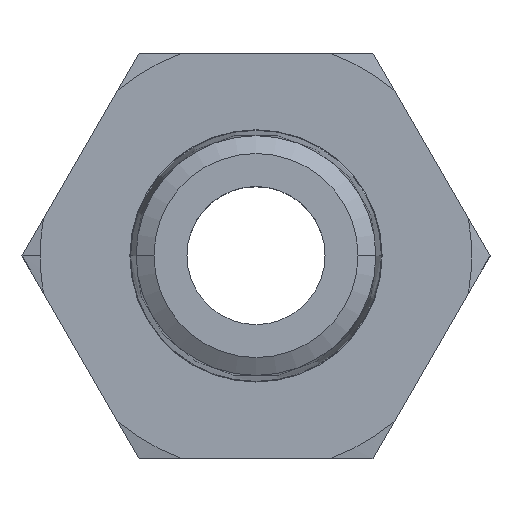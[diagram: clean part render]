
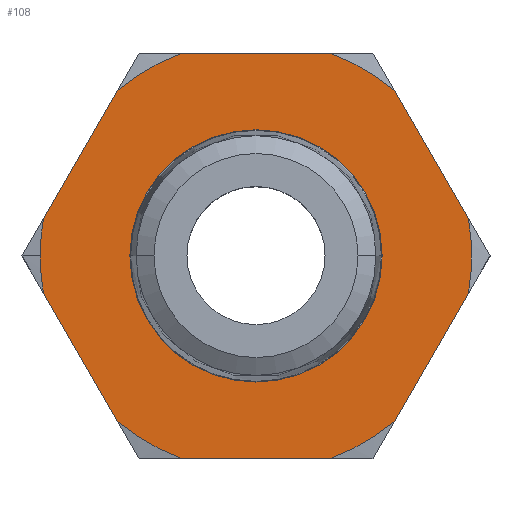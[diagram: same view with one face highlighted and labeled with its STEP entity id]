
A CAD part, top view. The second image highlights one B-rep face of the part: STEP entity #108.
In plain terms, the highlighted planar face has unit normal (0, 0, 1).
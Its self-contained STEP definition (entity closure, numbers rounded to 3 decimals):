
#1 = EDGE_CURVE ( 'NONE', #14, #42, #625, .T. ) ;
#11 = VERTEX_POINT ( 'NONE', #679 ) ;
#14 = VERTEX_POINT ( 'NONE', #611 ) ;
#24 = ORIENTED_EDGE ( 'NONE', *, *, #1, .F. ) ;
#25 = ORIENTED_EDGE ( 'NONE', *, *, #352, .F. ) ;
#35 = VERTEX_POINT ( 'NONE', #692 ) ;
#36 = VERTEX_POINT ( 'NONE', #691 ) ;
#42 = VERTEX_POINT ( 'NONE', #690 ) ;
#65 = VERTEX_POINT ( 'NONE', #709 ) ;
#66 = EDGE_CURVE ( 'NONE', #65, #376, #713, .T. ) ;
#72 = ORIENTED_EDGE ( 'NONE', *, *, #85, .T. ) ;
#77 = ORIENTED_EDGE ( 'NONE', *, *, #94, .T. ) ;
#82 = ORIENTED_EDGE ( 'NONE', *, *, #83, .T. ) ;
#83 = EDGE_CURVE ( 'NONE', #65, #11, #743, .T. ) ;
#84 = ORIENTED_EDGE ( 'NONE', *, *, #124, .F. ) ;
#85 = EDGE_CURVE ( 'NONE', #345, #136, #718, .T. ) ;
#86 = ORIENTED_EDGE ( 'NONE', *, *, #97, .F. ) ;
#87 = ORIENTED_EDGE ( 'NONE', *, *, #166, .T. ) ;
#93 = ORIENTED_EDGE ( 'NONE', *, *, #165, .T. ) ;
#94 = EDGE_CURVE ( 'NONE', #36, #42, #783, .T. ) ;
#95 = ORIENTED_EDGE ( 'NONE', *, *, #66, .F. ) ;
#96 = EDGE_LOOP ( 'NONE', ( #77, #24, #87, #188, #95, #82, #84, #93, #25, #72, #86, #189, #192 ) ) ;
#97 = EDGE_CURVE ( 'NONE', #35, #136, #784, .T. ) ;
#102 = VERTEX_POINT ( 'NONE', #772 ) ;
#104 = EDGE_LOOP ( 'NONE', ( #109, #107 ) ) ;
#107 = ORIENTED_EDGE ( 'NONE', *, *, #531, .F. ) ;
#108 = ADVANCED_FACE ( 'NONE', ( #726, #720 ), #759, .F. ) ;
#109 = ORIENTED_EDGE ( 'NONE', *, *, #484, .F. ) ;
#124 = EDGE_CURVE ( 'NONE', #102, #11, #810, .T. ) ;
#136 = VERTEX_POINT ( 'NONE', #834 ) ;
#137 = EDGE_CURVE ( 'NONE', #36, #152, #812, .T. ) ;
#152 = VERTEX_POINT ( 'NONE', #858 ) ;
#165 = EDGE_CURVE ( 'NONE', #102, #383, #927, .T. ) ;
#166 = EDGE_CURVE ( 'NONE', #14, #289, #987, .T. ) ;
#172 = EDGE_CURVE ( 'NONE', #35, #152, #934, .T. ) ;
#188 = ORIENTED_EDGE ( 'NONE', *, *, #288, .T. ) ;
#189 = ORIENTED_EDGE ( 'NONE', *, *, #172, .T. ) ;
#192 = ORIENTED_EDGE ( 'NONE', *, *, #137, .F. ) ;
#288 = EDGE_CURVE ( 'NONE', #289, #376, #995, .T. ) ;
#289 = VERTEX_POINT ( 'NONE', #1073 ) ;
#345 = VERTEX_POINT ( 'NONE', #1235 ) ;
#352 = EDGE_CURVE ( 'NONE', #345, #383, #1193, .T. ) ;
#376 = VERTEX_POINT ( 'NONE', #1186 ) ;
#383 = VERTEX_POINT ( 'NONE', #1184 ) ;
#460 = VERTEX_POINT ( 'NONE', #1349 ) ;
#484 = EDGE_CURVE ( 'NONE', #460, #529, #1393, .T. ) ;
#529 = VERTEX_POINT ( 'NONE', #1467 ) ;
#531 = EDGE_CURVE ( 'NONE', #529, #460, #850, .T. ) ;
#594 = DIRECTION ( 'NONE',  ( 1., 0., 0. ) ) ;
#611 = CARTESIAN_POINT ( 'NONE',  ( -11.534, 2.022, 5.148 ) ) ;
#616 = DIRECTION ( 'NONE',  ( 0.5, 0.866, 0. ) ) ;
#617 = VECTOR ( 'NONE', #616, 1000. ) ;
#624 = CARTESIAN_POINT ( 'NONE',  ( -4.026, 15.026, 5.148 ) ) ;
#625 = LINE ( 'NONE', #624, #617 ) ;
#679 = CARTESIAN_POINT ( 'NONE',  ( -4.016, -11., 5.148 ) ) ;
#690 = CARTESIAN_POINT ( 'NONE',  ( -7.518, 8.978, 5.148 ) ) ;
#691 = CARTESIAN_POINT ( 'NONE',  ( -4.016, 11., 5.148 ) ) ;
#692 = CARTESIAN_POINT ( 'NONE',  ( 7.518, 8.978, 5.148 ) ) ;
#705 = DIRECTION ( 'NONE',  ( -0.5, 0.866, 0. ) ) ;
#706 = VECTOR ( 'NONE', #705, 1000. ) ;
#707 = CARTESIAN_POINT ( 'NONE',  ( -15.026, 4.026, 5.148 ) ) ;
#709 = CARTESIAN_POINT ( 'NONE',  ( -7.518, -8.978, 5.148 ) ) ;
#713 = LINE ( 'NONE', #707, #706 ) ;
#717 = AXIS2_PLACEMENT_3D ( 'NONE', #778, #777, #776 ) ;
#718 = CIRCLE ( 'NONE', #717, 11.71 ) ;
#720 = FACE_OUTER_BOUND ( 'NONE', #96, .T. ) ;
#726 = FACE_BOUND ( 'NONE', #104, .T. ) ;
#742 = CARTESIAN_POINT ( 'NONE',  ( 0., 0., 5.148 ) ) ;
#743 = CIRCLE ( 'NONE', #765, 11.71 ) ;
#755 = DIRECTION ( 'NONE',  ( -1., 0., 0. ) ) ;
#756 = DIRECTION ( 'NONE',  ( 0., 0., -1. ) ) ;
#757 = AXIS2_PLACEMENT_3D ( 'NONE', #758, #756, #755 ) ;
#758 = CARTESIAN_POINT ( 'NONE',  ( 0., 12.702, 5.148 ) ) ;
#759 = PLANE ( 'NONE',  #757 ) ;
#761 = DIRECTION ( 'NONE',  ( 0.5, -0.866, 0. ) ) ;
#762 = VECTOR ( 'NONE', #761, 1000. ) ;
#763 = DIRECTION ( 'NONE',  ( 1., 0., 0. ) ) ;
#764 = DIRECTION ( 'NONE',  ( 0., 0., 1. ) ) ;
#765 = AXIS2_PLACEMENT_3D ( 'NONE', #742, #764, #763 ) ;
#772 = CARTESIAN_POINT ( 'NONE',  ( 4.016, -11., 5.148 ) ) ;
#773 = CARTESIAN_POINT ( 'NONE',  ( 4.026, 15.026, 5.148 ) ) ;
#774 = DIRECTION ( 'NONE',  ( 1., 0., 0. ) ) ;
#776 = DIRECTION ( 'NONE',  ( 1., 0., 0. ) ) ;
#777 = DIRECTION ( 'NONE',  ( 0., 0., 1. ) ) ;
#778 = CARTESIAN_POINT ( 'NONE',  ( 0., 0., 5.148 ) ) ;
#780 = DIRECTION ( 'NONE',  ( 0., 0., 1. ) ) ;
#781 = CARTESIAN_POINT ( 'NONE',  ( 0., 0., 5.148 ) ) ;
#782 = AXIS2_PLACEMENT_3D ( 'NONE', #781, #780, #774 ) ;
#783 = CIRCLE ( 'NONE', #782, 11.71 ) ;
#784 = LINE ( 'NONE', #773, #762 ) ;
#807 = DIRECTION ( 'NONE',  ( -1., 0., 0. ) ) ;
#809 = CARTESIAN_POINT ( 'NONE',  ( 0., -11., 5.148 ) ) ;
#810 = LINE ( 'NONE', #809, #829 ) ;
#811 = CARTESIAN_POINT ( 'NONE',  ( 0., 11., 5.148 ) ) ;
#812 = LINE ( 'NONE', #811, #818 ) ;
#817 = DIRECTION ( 'NONE',  ( 1., 0., 0. ) ) ;
#818 = VECTOR ( 'NONE', #817, 1000. ) ;
#829 = VECTOR ( 'NONE', #807, 1000. ) ;
#834 = CARTESIAN_POINT ( 'NONE',  ( 11.534, 2.022, 5.148 ) ) ;
#842 = CARTESIAN_POINT ( 'NONE',  ( 0., 0., 5.148 ) ) ;
#843 = AXIS2_PLACEMENT_3D ( 'NONE', #842, #849, #848 ) ;
#848 = DIRECTION ( 'NONE',  ( 1., 0., 0. ) ) ;
#849 = DIRECTION ( 'NONE',  ( 0., 0., 1. ) ) ;
#850 = CIRCLE ( 'NONE', #843, 6.846 ) ;
#858 = CARTESIAN_POINT ( 'NONE',  ( 4.016, 11., 5.148 ) ) ;
#887 = DIRECTION ( 'NONE',  ( 1., 0., 0. ) ) ;
#888 = DIRECTION ( 'NONE',  ( 0., 0., 1. ) ) ;
#910 = DIRECTION ( 'NONE',  ( 0., 0., 1. ) ) ;
#911 = AXIS2_PLACEMENT_3D ( 'NONE', #976, #910, #982 ) ;
#912 = CARTESIAN_POINT ( 'NONE',  ( 0., 0., 5.148 ) ) ;
#927 = CIRCLE ( 'NONE', #911, 11.71 ) ;
#932 = CARTESIAN_POINT ( 'NONE',  ( 0., 0., 5.148 ) ) ;
#933 = AXIS2_PLACEMENT_3D ( 'NONE', #932, #938, #937 ) ;
#934 = CIRCLE ( 'NONE', #933, 11.71 ) ;
#937 = DIRECTION ( 'NONE',  ( 1., 0., 0. ) ) ;
#938 = DIRECTION ( 'NONE',  ( 0., 0., 1. ) ) ;
#976 = CARTESIAN_POINT ( 'NONE',  ( 0., 0., 5.148 ) ) ;
#982 = DIRECTION ( 'NONE',  ( 1., 0., 0. ) ) ;
#986 = AXIS2_PLACEMENT_3D ( 'NONE', #912, #888, #887 ) ;
#987 = CIRCLE ( 'NONE', #986, 11.71 ) ;
#992 = DIRECTION ( 'NONE',  ( 0., 0., 1. ) ) ;
#993 = CARTESIAN_POINT ( 'NONE',  ( 0., 0., 5.148 ) ) ;
#994 = AXIS2_PLACEMENT_3D ( 'NONE', #993, #992, #594 ) ;
#995 = CIRCLE ( 'NONE', #994, 11.71 ) ;
#1073 = CARTESIAN_POINT ( 'NONE',  ( -11.71, 0., 5.148 ) ) ;
#1184 = CARTESIAN_POINT ( 'NONE',  ( 7.518, -8.978, 5.148 ) ) ;
#1186 = CARTESIAN_POINT ( 'NONE',  ( -11.534, -2.022, 5.148 ) ) ;
#1188 = DIRECTION ( 'NONE',  ( -0.5, -0.866, 0. ) ) ;
#1191 = VECTOR ( 'NONE', #1188, 1000. ) ;
#1192 = CARTESIAN_POINT ( 'NONE',  ( 15.026, 4.026, 5.148 ) ) ;
#1193 = LINE ( 'NONE', #1192, #1191 ) ;
#1235 = CARTESIAN_POINT ( 'NONE',  ( 11.534, -2.022, 5.148 ) ) ;
#1349 = CARTESIAN_POINT ( 'NONE',  ( -6.846, 0., 5.148 ) ) ;
#1390 = DIRECTION ( 'NONE',  ( 0., 0., 1. ) ) ;
#1391 = CARTESIAN_POINT ( 'NONE',  ( 0., 0., 5.148 ) ) ;
#1392 = AXIS2_PLACEMENT_3D ( 'NONE', #1391, #1390, #1429 ) ;
#1393 = CIRCLE ( 'NONE', #1392, 6.846 ) ;
#1429 = DIRECTION ( 'NONE',  ( 1., 0., 0. ) ) ;
#1467 = CARTESIAN_POINT ( 'NONE',  ( 6.846, 0., 5.148 ) ) ;
